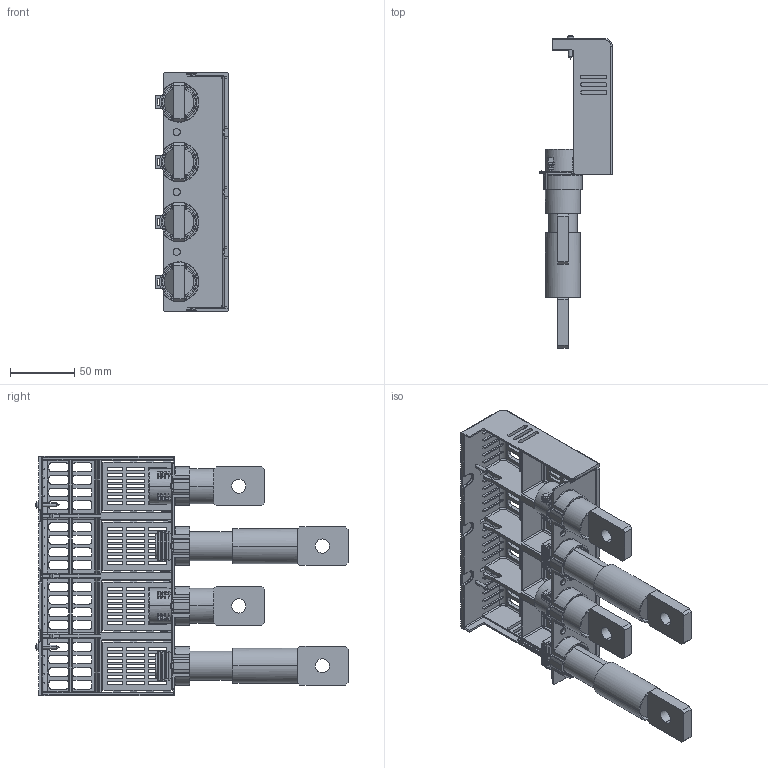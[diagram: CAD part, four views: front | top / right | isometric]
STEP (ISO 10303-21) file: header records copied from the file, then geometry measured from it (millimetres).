
FILE_DESCRIPTION((''),'2;1');
FILE_NAME('1SDH002065A1171_IGES','2020-07-08T13:41:13',('ITMADEL7'),(''),'CREO PARAMETRIC BY PTC INC, 2019030','CREO PARAMETRIC BY PTC INC, 2019030','');
FILE_SCHEMA(('AUTOMOTIVE_DESIGN { 1 0 10303 214 1 1 1 1 }'));
Length unit declared in the file: millimetre
Products named in the file (1): 1SDH002065A1171_IGES
Bounding box: 56.15 x 242.64 x 186 mm (x, y, z)
Volume: 294404 mm3; surface area: 205282.4 mm2
Topology: 4 solids, 8 shells, 3028 faces, 8694 edges, 5574 vertices
Faces by surface type: plane 2298, cylinder 620, torus 41, cone 41, sphere 28
Entity records: 101527 total; most frequent: CARTESIAN_POINT 18941, ORIENTED_EDGE 17340, DIRECTION 16517, EDGE_CURVE 8678, VECTOR 6705, LINE 6705, VERTEX_POINT 5574, AXIS2_PLACEMENT_3D 4906
